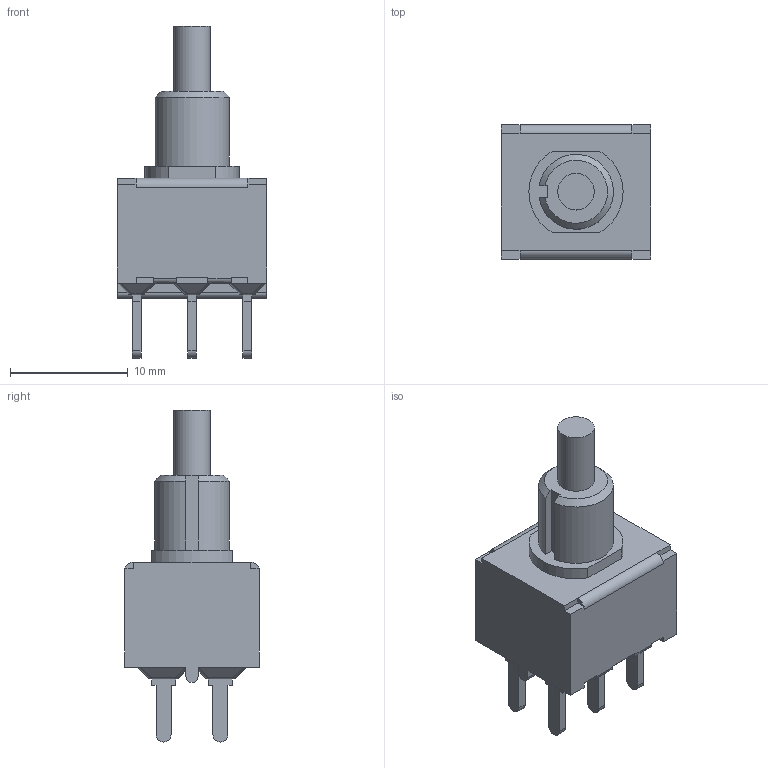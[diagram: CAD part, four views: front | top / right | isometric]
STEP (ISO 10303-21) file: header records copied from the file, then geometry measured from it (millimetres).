
FILE_DESCRIPTION((' '),'2;1');
FILE_NAME('700DP7B10M2xE.stp','2017-07-31T09:09:36',(' '),(' '),' ','ACIS',' ');
FILE_SCHEMA(('CONFIG_CONTROL_DESIGN'));
Length unit declared in the file: inch
Products named in the file (1): 700DP7B10M2xE.stp
Bounding box: 12.7 x 11.43 x 28.17 mm (x, y, z)
Volume: 1654.2 mm3; surface area: 1146.2 mm2
Topology: 1 solids, 5 shells, 253 faces, 619 edges, 386 vertices
Faces by surface type: plane 158, cylinder 70, sphere 24, cone 1
Full cylindrical faces by diameter (mm): 3.1 x2
Entity records: 7409 total; most frequent: DIRECTION 1270, CARTESIAN_POINT 1261, ORIENTED_EDGE 1234, EDGE_CURVE 617, VECTOR 468, LINE 468, AXIS2_PLACEMENT_3D 401, VERTEX_POINT 386
